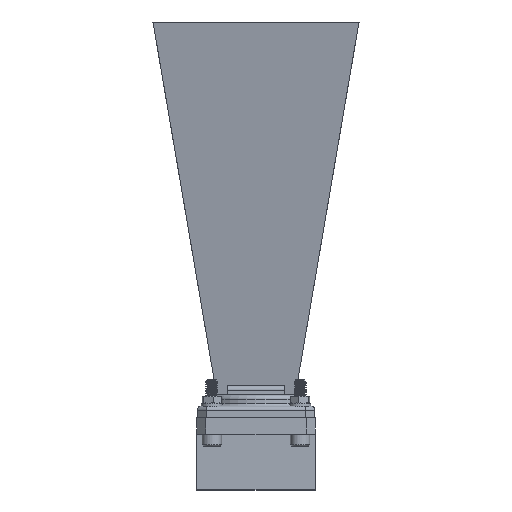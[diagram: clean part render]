
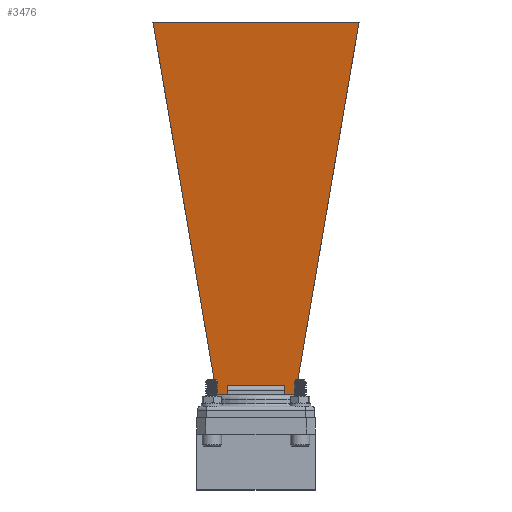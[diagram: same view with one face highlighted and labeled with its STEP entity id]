
A CAD part, front view. The second image highlights one B-rep face of the part: STEP entity #3476.
In plain terms, the highlighted face is planar.
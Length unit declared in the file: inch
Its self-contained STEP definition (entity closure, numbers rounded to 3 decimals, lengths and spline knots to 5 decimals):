
#110 = VERTEX_POINT ( 'NONE', #3380 ) ;
#314 = CARTESIAN_POINT ( 'NONE',  ( 0.3128, -0.2628, 0.54347 ) ) ;
#350 = DIRECTION ( 'NONE',  ( 0., 0., -1. ) ) ;
#382 = EDGE_CURVE ( 'NONE', #975, #6664, #1259, .T. ) ;
#603 = CARTESIAN_POINT ( 'NONE',  ( 5.45137, -1.0364, -1.42053 ) ) ;
#641 = CARTESIAN_POINT ( 'NONE',  ( 6.23267, -1.15402, -1.55388 ) ) ;
#666 = CARTESIAN_POINT ( 'NONE',  ( 6.23267, -1.15402, 1.55388 ) ) ;
#850 = AXIS2_PLACEMENT_3D ( 'NONE', #1305, #1404, #7527 ) ;
#975 = VERTEX_POINT ( 'NONE', #314 ) ;
#1060 = VECTOR ( 'NONE', #3310, 39.37008 ) ;
#1181 = LINE ( 'NONE', #7664, #9003 ) ;
#1259 = LINE ( 'NONE', #6768, #6411 ) ;
#1294 = EDGE_LOOP ( 'NONE', ( #6502, #7853, #5303, #1839, #4743, #3705, #5950, #9648 ) ) ;
#1305 = CARTESIAN_POINT ( 'NONE',  ( 5.45137, -1.0364, 6.23517 ) ) ;
#1404 = DIRECTION ( 'NONE',  ( 0.149, 0.989, 0. ) ) ;
#1839 = ORIENTED_EDGE ( 'NONE', *, *, #9645, .T. ) ;
#2059 = DIRECTION ( 'NONE',  ( 0.975, -0.147, 0.166 ) ) ;
#2766 = VERTEX_POINT ( 'NONE', #5755 ) ;
#2842 = VERTEX_POINT ( 'NONE', #603 ) ;
#3019 = LINE ( 'NONE', #641, #4880 ) ;
#3223 = VECTOR ( 'NONE', #350, 39.37008 ) ;
#3310 = DIRECTION ( 'NONE',  ( -0.989, 0.149, 0. ) ) ;
#3380 = CARTESIAN_POINT ( 'NONE',  ( 0.43951, -0.28188, 0.4 ) ) ;
#3389 = LINE ( 'NONE', #5029, #3223 ) ;
#3476 = ADVANCED_FACE ( 'NONE', ( #6546 ), #6595, .F. ) ;
#3480 = EDGE_CURVE ( 'NONE', #4612, #2842, #6705, .T. ) ;
#3647 = DIRECTION ( 'NONE',  ( 0.975, -0.147, -0.166 ) ) ;
#3705 = ORIENTED_EDGE ( 'NONE', *, *, #3480, .F. ) ;
#4038 = EDGE_CURVE ( 'NONE', #110, #6664, #5609, .T. ) ;
#4183 = EDGE_CURVE ( 'NONE', #5086, #2766, #7404, .T. ) ;
#4385 = VERTEX_POINT ( 'NONE', #7774 ) ;
#4612 = VERTEX_POINT ( 'NONE', #9554 ) ;
#4743 = ORIENTED_EDGE ( 'NONE', *, *, #8502, .T. ) ;
#4880 = VECTOR ( 'NONE', #3647, 39.37008 ) ;
#5029 = CARTESIAN_POINT ( 'NONE',  ( 0.43951, -0.28188, 0.4 ) ) ;
#5048 = CARTESIAN_POINT ( 'NONE',  ( -0.03175, -0.21093, -0.4 ) ) ;
#5086 = VERTEX_POINT ( 'NONE', #5941 ) ;
#5116 = EDGE_CURVE ( 'NONE', #975, #4612, #6836, .T. ) ;
#5181 = CARTESIAN_POINT ( 'NONE',  ( 0.3128, -0.2628, 0.4 ) ) ;
#5224 = DIRECTION ( 'NONE',  ( 0., 0., -1. ) ) ;
#5303 = ORIENTED_EDGE ( 'NONE', *, *, #4183, .T. ) ;
#5609 = LINE ( 'NONE', #8761, #1060 ) ;
#5755 = CARTESIAN_POINT ( 'NONE',  ( 0.3128, -0.2628, -0.4 ) ) ;
#5866 = DIRECTION ( 'NONE',  ( 0., 0., -1. ) ) ;
#5898 = DIRECTION ( 'NONE',  ( 0., 0., -1. ) ) ;
#5941 = CARTESIAN_POINT ( 'NONE',  ( 0.43951, -0.28188, -0.4 ) ) ;
#5950 = ORIENTED_EDGE ( 'NONE', *, *, #5116, .F. ) ;
#6314 = VECTOR ( 'NONE', #6632, 39.37008 ) ;
#6411 = VECTOR ( 'NONE', #5224, 39.37008 ) ;
#6502 = ORIENTED_EDGE ( 'NONE', *, *, #4038, .F. ) ;
#6546 = FACE_OUTER_BOUND ( 'NONE', #1294, .T. ) ;
#6595 = PLANE ( 'NONE',  #850 ) ;
#6632 = DIRECTION ( 'NONE',  ( -0.989, 0.149, 0. ) ) ;
#6664 = VERTEX_POINT ( 'NONE', #5181 ) ;
#6669 = VECTOR ( 'NONE', #2059, 39.37008 ) ;
#6705 = LINE ( 'NONE', #7470, #7919 ) ;
#6768 = CARTESIAN_POINT ( 'NONE',  ( 0.3128, -0.2628, 6.23517 ) ) ;
#6836 = LINE ( 'NONE', #666, #6669 ) ;
#7404 = LINE ( 'NONE', #5048, #6314 ) ;
#7470 = CARTESIAN_POINT ( 'NONE',  ( 5.45137, -1.0364, 6.23517 ) ) ;
#7527 = DIRECTION ( 'NONE',  ( -0.989, 0.149, 0. ) ) ;
#7664 = CARTESIAN_POINT ( 'NONE',  ( 0.3128, -0.2628, 6.23517 ) ) ;
#7774 = CARTESIAN_POINT ( 'NONE',  ( 0.3128, -0.2628, -0.54347 ) ) ;
#7810 = EDGE_CURVE ( 'NONE', #110, #5086, #3389, .T. ) ;
#7853 = ORIENTED_EDGE ( 'NONE', *, *, #7810, .T. ) ;
#7919 = VECTOR ( 'NONE', #5866, 39.37008 ) ;
#8502 = EDGE_CURVE ( 'NONE', #4385, #2842, #3019, .T. ) ;
#8761 = CARTESIAN_POINT ( 'NONE',  ( -0.03175, -0.21093, 0.4 ) ) ;
#9003 = VECTOR ( 'NONE', #5898, 39.37008 ) ;
#9554 = CARTESIAN_POINT ( 'NONE',  ( 5.45137, -1.0364, 1.42053 ) ) ;
#9645 = EDGE_CURVE ( 'NONE', #2766, #4385, #1181, .T. ) ;
#9648 = ORIENTED_EDGE ( 'NONE', *, *, #382, .T. ) ;
